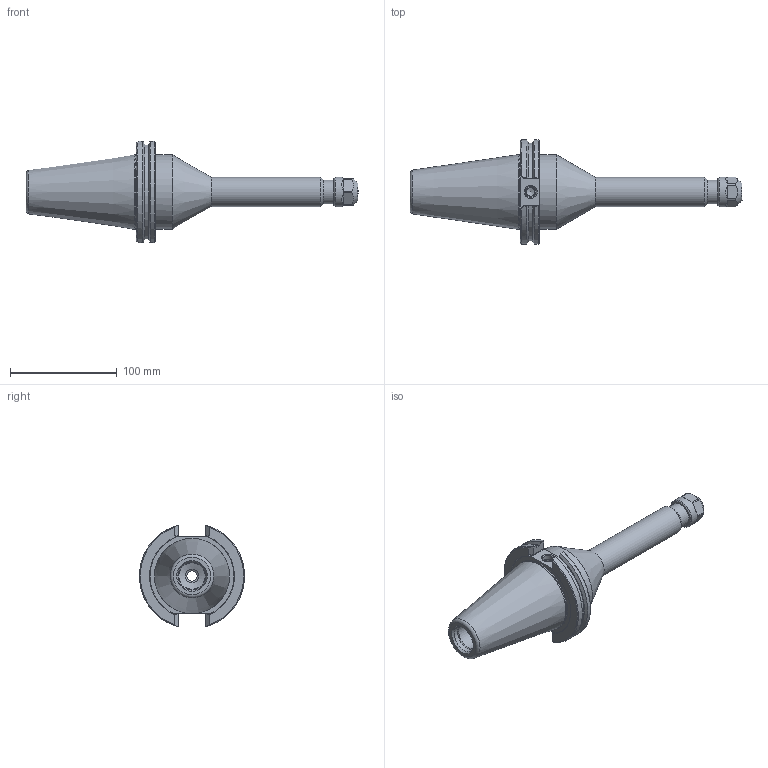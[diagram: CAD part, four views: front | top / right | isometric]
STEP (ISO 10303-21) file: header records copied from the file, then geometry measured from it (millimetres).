
FILE_DESCRIPTION((''),'2;1');
FILE_NAME('C50F-16ERC822.iam.stp','2014-06-24T14:23:56',(''),(''),'Autodesk Inventor 2012','Autodesk Inventor 2012','');
FILE_SCHEMA(('AUTOMOTIVE_DESIGN { 1 0 10303 214 1 1 1 1 }'));
Length unit declared in the file: inch
Products named in the file (3): C50F-16ERC822; C50F-16ER8-1; 16ERHCN
Assembly tree (2 placements, depth 2):
  C50F-16ERC822
    C50F-16ER8-1
    16ERHCN
Bounding box: 310.39 x 98.09 x 94.71 mm (x, y, z)
Volume: 487331.9 mm3; surface area: 73913.6 mm2
Topology: 2 solids, 2 shells, 128 faces, 330 edges, 211 vertices
Faces by surface type: plane 51, cylinder 35, cone 28, torus 10, bspline 4
Full cylindrical faces by diameter (mm): 8.001 x1, 9.728 x1, 10.135 x1, 11.176 x1, 11.5 x1, 12.7 x1, 16.8 x1, 20.5 x1, 22 x1, 23 x1, 24.638 x1, 26.365 x1, 27.432 x1, 28 x1, 69.342 x1, 69.85 x1
Entity records: 3935 total; most frequent: CARTESIAN_POINT 936, DIRECTION 577, ORIENTED_EDGE 562, EDGE_CURVE 281, AXIS2_PLACEMENT_3D 236, VERTEX_POINT 200, EDGE_LOOP 175, FACE_OUTER_BOUND 128
